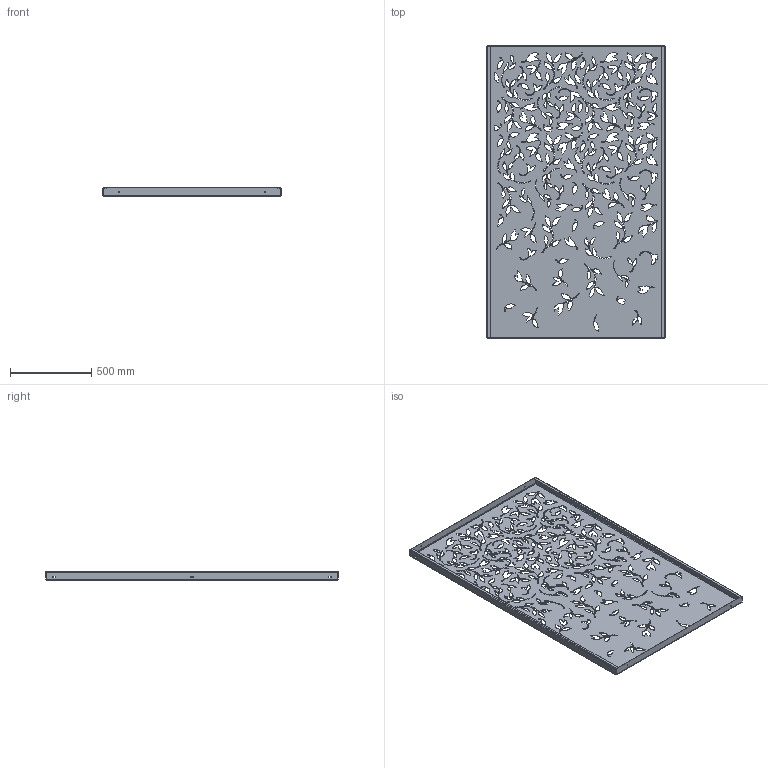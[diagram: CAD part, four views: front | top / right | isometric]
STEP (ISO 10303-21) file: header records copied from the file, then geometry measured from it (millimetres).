
FILE_DESCRIPTION (( 'STEP AP214' ), '1' );
FILE_NAME ('APN11.STEP', '2020-02-10T14:00:56', ( '' ), ( '' ), 'SwSTEP 2.0', 'SolidWorks 2019', '' );
FILE_SCHEMA (( 'AUTOMOTIVE_DESIGN' ));
Products named in the file (1): APN11
Bounding box: 1100 x 1800 x 50 mm (x, y, z)
Volume: 5916032.1 mm3; surface area: 4133115 mm2
Topology: 1 solids, 1 shells, 3413 faces, 10189 edges, 6778 vertices
Faces by surface type: bspline 3286, plane 83, cylinder 44
Entity records: 140247 total; most frequent: CARTESIAN_POINT 70853, ORIENTED_EDGE 20378, EDGE_CURVE 10189, VERTEX_POINT 6778, B_SPLINE_CURVE_WITH_KNOTS 6582, DIRECTION 3935, EDGE_LOOP 3663, VECTOR 3535
